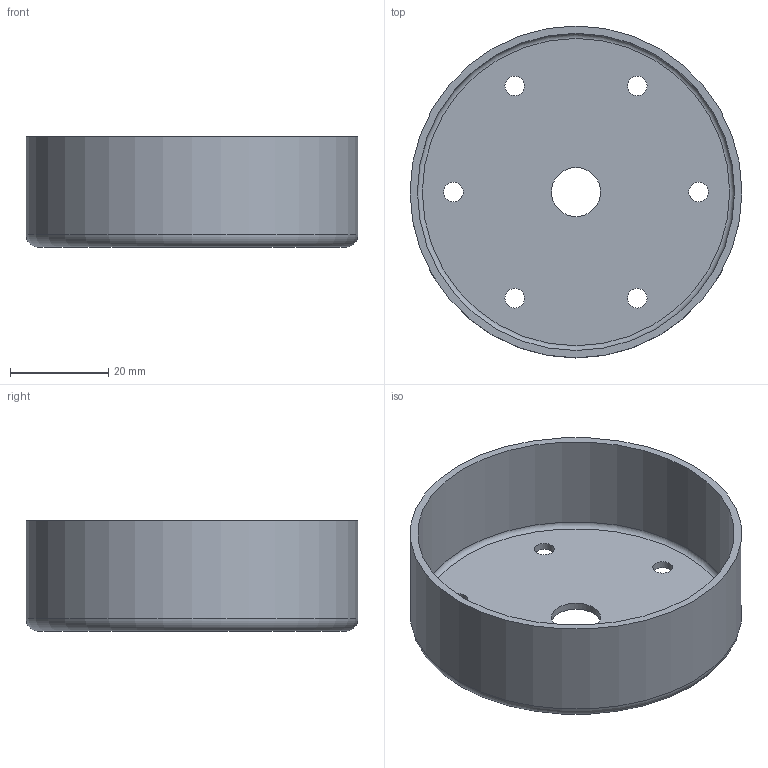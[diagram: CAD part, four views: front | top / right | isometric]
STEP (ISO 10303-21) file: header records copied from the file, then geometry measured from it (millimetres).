
FILE_DESCRIPTION(('STEP AP214'), '1');
FILE_NAME('Ñîåäèíèòåëüíàÿ äåòàëü øòàìïîâàíàÿ íåðàçú¸ìíàÿ', '2024-10-12T15:46:35', (''), (''), 'C3D Converter', 'C3D Toolkit', '');
FILE_SCHEMA(('AUTOMOTIVE_DESIGN { 1 0 10303 214 3 1 1}'));
Length unit declared in the file: millimetre
Bounding box: 67.7 x 67.7 x 22.5 mm (x, y, z)
Volume: 11482.6 mm3; surface area: 15787 mm2
Topology: 1 solids, 1 shells, 14 faces, 31 edges, 20 vertices
Faces by surface type: cylinder 9, plane 3, torus 2
Full cylindrical faces by diameter (mm): 4 x6, 10 x1, 64.7 x1, 67.7 x1
Entity records: 640 total; most frequent: DIRECTION 82, CARTESIAN_POINT 65, AXIS2_PLACEMENT_3D 41, EDGE_LOOP 40, ORIENTED_EDGE 40, COLOUR_RGB 24, PRESENTATION_STYLE_ASSIGNMENT 24, FACE_OUTER_BOUND 22
